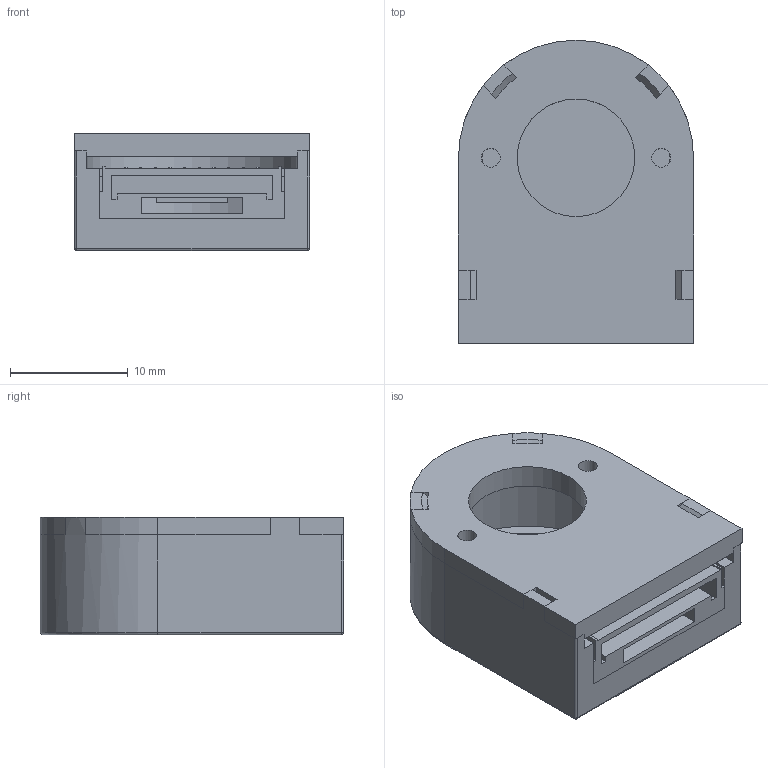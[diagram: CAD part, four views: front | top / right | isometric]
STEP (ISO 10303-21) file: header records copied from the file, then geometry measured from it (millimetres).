
FILE_DESCRIPTION((''),'2;1');
FILE_NAME('NOE1.stp','2012-10-17T14:47:41',('wei_j'),(''),'Autodesk Inventor 2010','Autodesk Inventor 2010','');
FILE_SCHEMA(('AUTOMOTIVE_DESIGN { 1 0 10303 214 1 1 1 1 }'));
Length unit declared in the file: millimetre
Products named in the file (1): NOE1
Bounding box: 20 x 25.8 x 10 mm (x, y, z)
Volume: 1780.9 mm3; surface area: 3333 mm2
Topology: 1 solids, 1 shells, 193 faces, 520 edges, 330 vertices
Faces by surface type: plane 172, cylinder 16, sphere 2, cone 2, torus 1
Full cylindrical faces by diameter (mm): 1.6 x2, 10 x1, 16 x1
Entity records: 6095 total; most frequent: CARTESIAN_POINT 1050, ORIENTED_EDGE 1028, DIRECTION 934, EDGE_CURVE 514, VECTOR 474, LINE 474, VERTEX_POINT 330, AXIS2_PLACEMENT_3D 230
